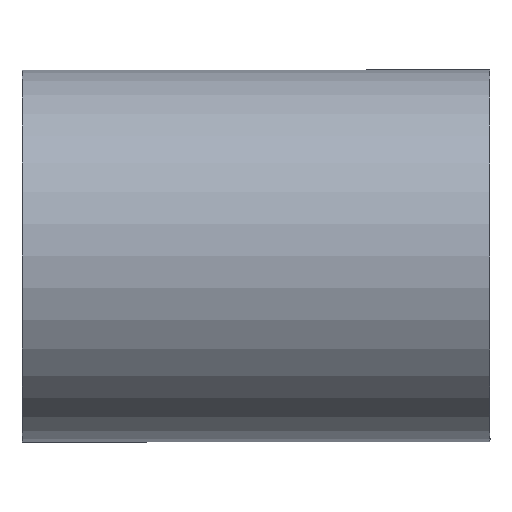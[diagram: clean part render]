
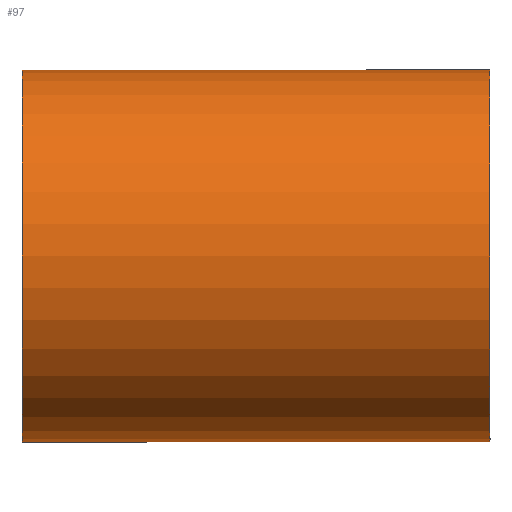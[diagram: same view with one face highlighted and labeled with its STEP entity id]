
A CAD part, front view. The second image highlights one B-rep face of the part: STEP entity #97.
In plain terms, the highlighted cylindrical face has radius 15.5 mm (diameter 31 mm), a full revolution.
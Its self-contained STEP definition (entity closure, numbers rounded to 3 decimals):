
#21=FACE_BOUND('',#40,.T.);
#29=FACE_OUTER_BOUND('',#39,.T.);
#39=EDGE_LOOP('',(#79));
#40=EDGE_LOOP('',(#80));
#55=CIRCLE('',#130,15.5);
#56=CIRCLE('',#131,15.5);
#63=VERTEX_POINT('',#185);
#64=VERTEX_POINT('',#187);
#71=EDGE_CURVE('',#63,#63,#55,.T.);
#72=EDGE_CURVE('',#64,#64,#56,.T.);
#79=ORIENTED_EDGE('',*,*,#71,.F.);
#80=ORIENTED_EDGE('',*,*,#72,.T.);
#93=CYLINDRICAL_SURFACE('',#129,15.5);
#97=ADVANCED_FACE('',(#29,#21),#93,.T.);
#129=AXIS2_PLACEMENT_3D('',#184,#153,#154);
#130=AXIS2_PLACEMENT_3D('',#186,#155,#156);
#131=AXIS2_PLACEMENT_3D('',#188,#157,#158);
#153=DIRECTION('center_axis',(-1.,0.,0.));
#154=DIRECTION('ref_axis',(0.,0.,-1.));
#155=DIRECTION('center_axis',(1.,0.,0.));
#156=DIRECTION('ref_axis',(0.,0.,-1.));
#157=DIRECTION('center_axis',(1.,0.,0.));
#158=DIRECTION('ref_axis',(0.,0.,-1.));
#184=CARTESIAN_POINT('Origin',(430.359,0.,430.359));
#185=CARTESIAN_POINT('',(449.859,0.,414.859));
#186=CARTESIAN_POINT('Origin',(449.859,0.,430.359));
#187=CARTESIAN_POINT('',(410.859,0.,414.859));
#188=CARTESIAN_POINT('Origin',(410.859,0.,430.359));
